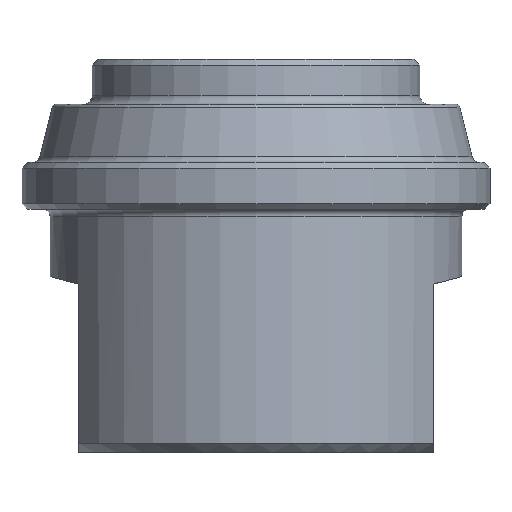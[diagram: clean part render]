
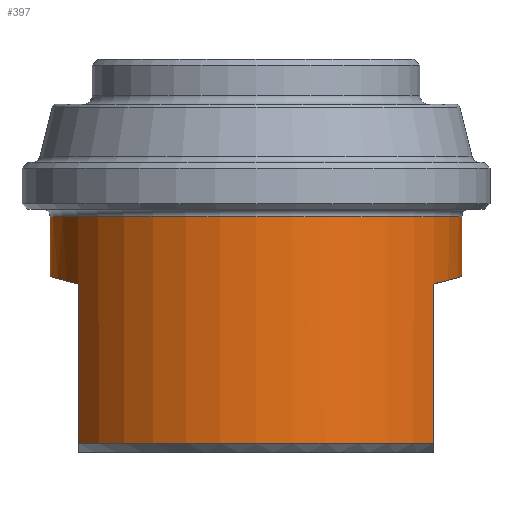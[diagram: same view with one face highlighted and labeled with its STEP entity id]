
A CAD part, front view. The second image highlights one B-rep face of the part: STEP entity #397.
In plain terms, the highlighted cylindrical face has radius 11 mm (diameter 22 mm), a full revolution.
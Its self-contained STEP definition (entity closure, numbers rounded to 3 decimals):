
#32=CIRCLE('',#445,11.);
#33=CIRCLE('',#446,11.);
#34=CIRCLE('',#447,11.);
#35=CIRCLE('',#448,11.);
#36=CIRCLE('',#449,11.);
#67=CYLINDRICAL_SURFACE('',#444,11.);
#71=ELLIPSE('',#440,11.388,11.);
#72=ELLIPSE('',#443,11.388,11.);
#77=FACE_OUTER_BOUND('',#102,.T.);
#102=EDGE_LOOP('',(#282,#283,#284,#285,#286,#287,#288,#289,#290,#291,#292,
#293,#294));
#129=LINE('',#658,#147);
#131=LINE('',#661,#149);
#133=LINE('',#677,#151);
#135=LINE('',#680,#153);
#136=LINE('',#687,#154);
#147=VECTOR('',#505,10.);
#149=VECTOR('',#507,10.);
#151=VECTOR('',#515,10.);
#153=VECTOR('',#517,10.);
#154=VECTOR('',#526,11.);
#169=VERTEX_POINT('',#647);
#171=VERTEX_POINT('',#653);
#172=VERTEX_POINT('',#657);
#173=VERTEX_POINT('',#659);
#175=VERTEX_POINT('',#666);
#177=VERTEX_POINT('',#672);
#178=VERTEX_POINT('',#676);
#179=VERTEX_POINT('',#678);
#180=VERTEX_POINT('',#684);
#181=VERTEX_POINT('',#686);
#182=VERTEX_POINT('',#688);
#210=EDGE_CURVE('',#172,#171,#129,.T.);
#212=EDGE_CURVE('',#169,#173,#131,.T.);
#213=EDGE_CURVE('',#173,#172,#71,.T.);
#217=EDGE_CURVE('',#178,#177,#133,.T.);
#219=EDGE_CURVE('',#175,#179,#135,.T.);
#220=EDGE_CURVE('',#179,#178,#72,.T.);
#221=EDGE_CURVE('',#180,#171,#32,.T.);
#222=EDGE_CURVE('',#180,#181,#136,.T.);
#223=EDGE_CURVE('',#182,#181,#33,.T.);
#224=EDGE_CURVE('',#181,#182,#34,.T.);
#225=EDGE_CURVE('',#175,#180,#35,.T.);
#226=EDGE_CURVE('',#169,#177,#36,.T.);
#282=ORIENTED_EDGE('',*,*,#212,.T.);
#283=ORIENTED_EDGE('',*,*,#213,.T.);
#284=ORIENTED_EDGE('',*,*,#210,.T.);
#285=ORIENTED_EDGE('',*,*,#221,.F.);
#286=ORIENTED_EDGE('',*,*,#222,.T.);
#287=ORIENTED_EDGE('',*,*,#223,.F.);
#288=ORIENTED_EDGE('',*,*,#224,.F.);
#289=ORIENTED_EDGE('',*,*,#222,.F.);
#290=ORIENTED_EDGE('',*,*,#225,.F.);
#291=ORIENTED_EDGE('',*,*,#219,.T.);
#292=ORIENTED_EDGE('',*,*,#220,.T.);
#293=ORIENTED_EDGE('',*,*,#217,.T.);
#294=ORIENTED_EDGE('',*,*,#226,.F.);
#397=ADVANCED_FACE('',(#77),#67,.T.);
#440=AXIS2_PLACEMENT_3D('',#663,#510,#511);
#443=AXIS2_PLACEMENT_3D('',#682,#520,#521);
#444=AXIS2_PLACEMENT_3D('',#683,#522,#523);
#445=AXIS2_PLACEMENT_3D('',#685,#524,#525);
#446=AXIS2_PLACEMENT_3D('',#689,#527,#528);
#447=AXIS2_PLACEMENT_3D('',#690,#529,#530);
#448=AXIS2_PLACEMENT_3D('',#691,#531,#532);
#449=AXIS2_PLACEMENT_3D('',#692,#533,#534);
#505=DIRECTION('',(0.,0.,-1.));
#507=DIRECTION('',(0.,0.,1.));
#510=DIRECTION('center_axis',(0.259,0.,0.966));
#511=DIRECTION('ref_axis',(0.966,0.,-0.259));
#515=DIRECTION('',(0.,0.,-1.));
#517=DIRECTION('',(0.,0.,1.));
#520=DIRECTION('center_axis',(-0.259,0.,0.966));
#521=DIRECTION('ref_axis',(0.966,0.,0.259));
#522=DIRECTION('center_axis',(0.,0.,-1.));
#523=DIRECTION('ref_axis',(0.,1.,0.));
#524=DIRECTION('center_axis',(0.,0.,-1.));
#525=DIRECTION('ref_axis',(0.,-1.,0.));
#526=DIRECTION('',(0.,0.,1.));
#527=DIRECTION('center_axis',(0.,0.,1.));
#528=DIRECTION('ref_axis',(0.,-1.,0.));
#529=DIRECTION('center_axis',(0.,0.,1.));
#530=DIRECTION('ref_axis',(0.,-1.,0.));
#531=DIRECTION('center_axis',(0.,0.,-1.));
#532=DIRECTION('ref_axis',(0.,-1.,0.));
#533=DIRECTION('center_axis',(0.,0.,-1.));
#534=DIRECTION('ref_axis',(0.,-1.,0.));
#647=CARTESIAN_POINT('',(-9.5,5.545,-20.5));
#653=CARTESIAN_POINT('',(-9.5,-5.545,-20.5));
#657=CARTESIAN_POINT('',(-9.5,-5.545,-12.));
#658=CARTESIAN_POINT('',(-9.5,-5.545,-14.5));
#659=CARTESIAN_POINT('',(-9.5,5.545,-12.));
#661=CARTESIAN_POINT('',(-9.5,5.545,-14.5));
#663=CARTESIAN_POINT('Origin',(0.,0.,-14.546));
#666=CARTESIAN_POINT('',(9.5,-5.545,-20.5));
#672=CARTESIAN_POINT('',(9.5,5.545,-20.5));
#676=CARTESIAN_POINT('',(9.5,5.545,-12.));
#677=CARTESIAN_POINT('',(9.5,5.545,-14.5));
#678=CARTESIAN_POINT('',(9.5,-5.545,-12.));
#680=CARTESIAN_POINT('',(9.5,-5.545,-14.5));
#682=CARTESIAN_POINT('Origin',(0.,0.,-14.546));
#683=CARTESIAN_POINT('Origin',(0.,0.,-14.5));
#684=CARTESIAN_POINT('',(0.,-11.,-20.5));
#685=CARTESIAN_POINT('Origin',(0.,0.,-20.5));
#686=CARTESIAN_POINT('',(0.,-11.,-8.4));
#687=CARTESIAN_POINT('',(0.,-11.,-14.5));
#688=CARTESIAN_POINT('',(11.,0.,-8.4));
#689=CARTESIAN_POINT('Origin',(0.,0.,-8.4));
#690=CARTESIAN_POINT('Origin',(0.,0.,-8.4));
#691=CARTESIAN_POINT('Origin',(0.,0.,-20.5));
#692=CARTESIAN_POINT('Origin',(0.,0.,-20.5));
